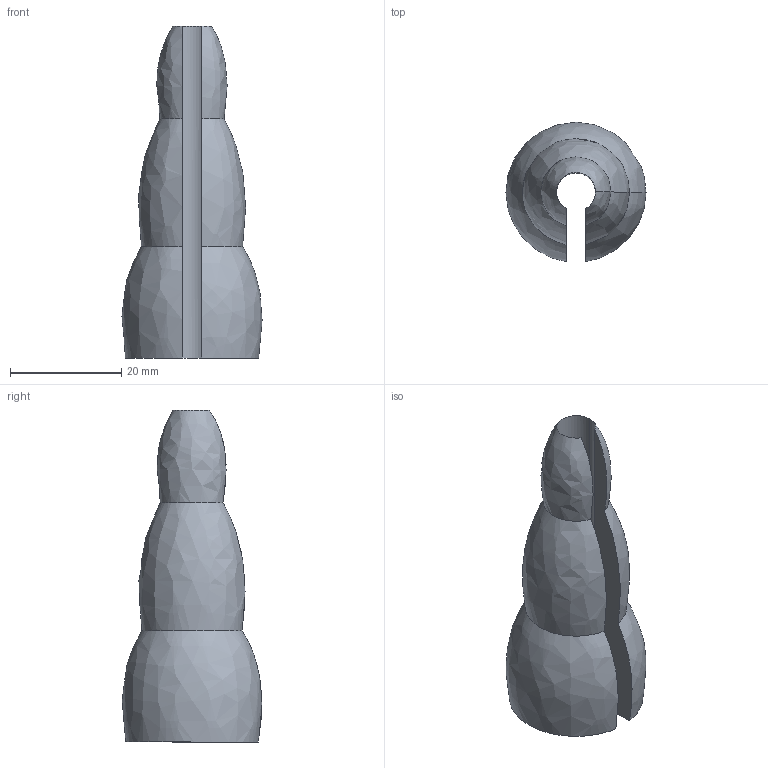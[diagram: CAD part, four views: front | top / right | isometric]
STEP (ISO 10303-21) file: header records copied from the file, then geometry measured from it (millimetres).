
FILE_DESCRIPTION(/* description */ (''),/* implementation_level */ '2;1');
FILE_NAME(/* name */ 'mommy',/* time_stamp */ '2020-10-01T16:09:12+02:00',/* author */ (''),/* organization */ (''),/* preprocessor_version */ 'ST-DEVELOPER v16.5',/* originating_system */ '',/* authorisation */ '');
FILE_SCHEMA (('AUTOMOTIVE_DESIGN'));
Length unit declared in the file: millimetre
Products named in the file (1): Document
Bounding box: 25.25 x 25.13 x 59.82 mm (x, y, z)
Volume: 12825.5 mm3; surface area: 5401.6 mm2
Topology: 1 solids, 1 shells, 12 faces, 25 edges, 15 vertices
Faces by surface type: bspline 10, plane 2
Entity records: 688 total; most frequent: CARTESIAN_POINT 519, ORIENTED_EDGE 50, EDGE_CURVE 25, VERTEX_POINT 15, ADVANCED_FACE 12, FACE_OUTER_BOUND 12, EDGE_LOOP 12, B_SPLINE_CURVE_WITH_KNOTS 12
